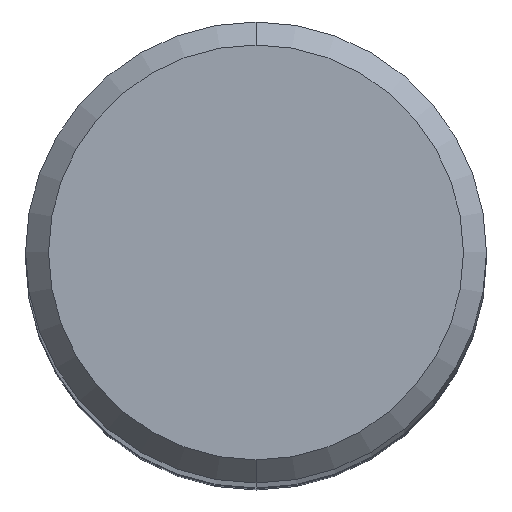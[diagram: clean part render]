
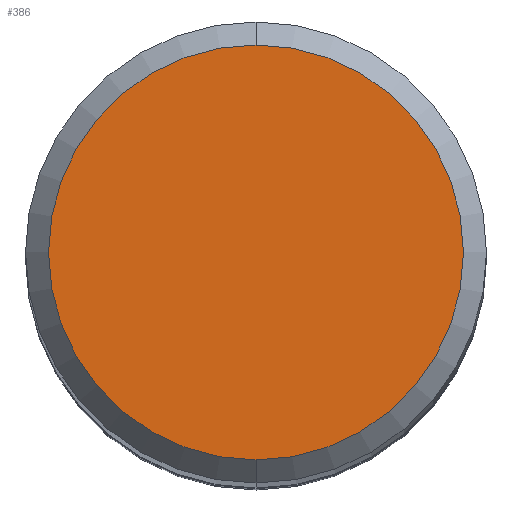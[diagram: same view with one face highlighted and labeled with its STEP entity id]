
A CAD part, top view. The second image highlights one B-rep face of the part: STEP entity #386.
In plain terms, the highlighted planar face has unit normal (0, 0, 1).
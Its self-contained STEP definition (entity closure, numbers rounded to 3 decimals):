
#274=VERTEX_POINT('',#593);
#348=VERTEX_POINT('',#676);
#368=EDGE_CURVE('',#348,#274,#699,.T.);
#386=ADVANCED_FACE('',(#719),#720,.T.);
#456=EDGE_CURVE('',#274,#348,#799,.T.);
#593=CARTESIAN_POINT('',(0.0,3.6,0.0));
#676=CARTESIAN_POINT('',(0.,-3.6,0.0));
#699=CIRCLE('',#1279,3.6);
#719=FACE_OUTER_BOUND('',#1329,.T.);
#720=PLANE('',#1330);
#799=CIRCLE('',#1453,3.6);
#1279=AXIS2_PLACEMENT_3D('',#1706,#1707,#1708);
#1329=EDGE_LOOP('',(#1739,#1740));
#1330=AXIS2_PLACEMENT_3D('',#1741,#1742,#1743);
#1453=AXIS2_PLACEMENT_3D('',#1822,#1823,#1824);
#1706=CARTESIAN_POINT('',(0.0,0.0,0.0));
#1707=DIRECTION('',(0.0,0.0,-1.0));
#1708=DIRECTION('',(0.0,1.0,0.0));
#1739=ORIENTED_EDGE('',*,*,#456,.F.);
#1740=ORIENTED_EDGE('',*,*,#368,.F.);
#1741=CARTESIAN_POINT('',(0.0,1.8,0.0));
#1742=DIRECTION('',(-0.0,0.0,1.0));
#1743=DIRECTION('',(0.0,-1.0,0.0));
#1822=CARTESIAN_POINT('',(0.0,0.0,0.0));
#1823=DIRECTION('',(0.0,0.0,-1.0));
#1824=DIRECTION('',(0.0,1.0,0.0));
